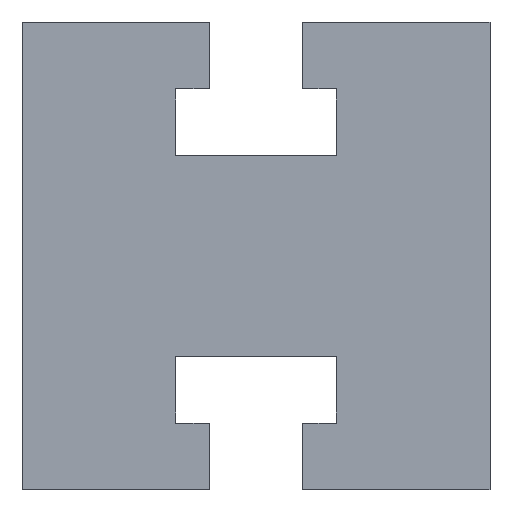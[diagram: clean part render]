
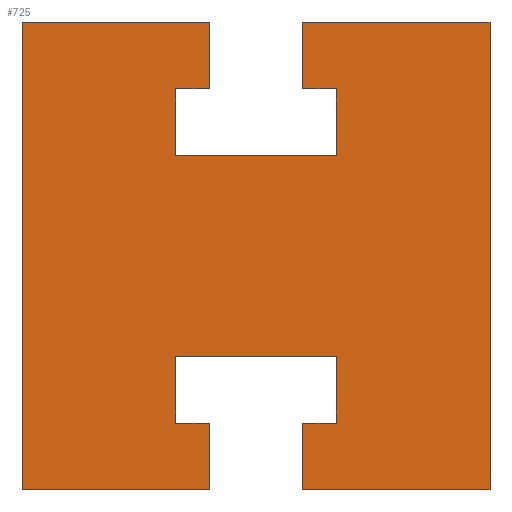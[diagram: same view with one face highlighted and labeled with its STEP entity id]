
A CAD part, left-side view. The second image highlights one B-rep face of the part: STEP entity #725.
In plain terms, the highlighted planar face has unit normal (-1, 0, 0).
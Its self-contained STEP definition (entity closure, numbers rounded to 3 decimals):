
#719=VERTEX_POINT('',#2082);
#725=ADVANCED_FACE('',(#2088),#2089,.T.);
#769=EDGE_CURVE('',#1995,#1955,#2136,.T.);
#791=EDGE_CURVE('',#1511,#1453,#2159,.T.);
#815=EDGE_CURVE('',#885,#1031,#2185,.T.);
#821=EDGE_CURVE('',#907,#1497,#2192,.T.);
#859=EDGE_CURVE('',#1385,#1533,#2233,.T.);
#885=VERTEX_POINT('',#2263);
#907=VERTEX_POINT('',#2288);
#961=EDGE_CURVE('',#1891,#1995,#2351,.T.);
#971=VERTEX_POINT('',#2361);
#993=EDGE_CURVE('',#1961,#1301,#2384,.T.);
#1031=VERTEX_POINT('',#2425);
#1041=VERTEX_POINT('',#2437);
#1075=VERTEX_POINT('',#2473);
#1135=EDGE_CURVE('',#1725,#907,#2537,.T.);
#1199=EDGE_CURVE('',#1497,#1075,#2609,.T.);
#1201=VERTEX_POINT('',#2611);
#1301=VERTEX_POINT('',#2722);
#1385=VERTEX_POINT('',#2809);
#1441=EDGE_CURVE('',#1965,#719,#2871,.T.);
#1453=VERTEX_POINT('',#2883);
#1485=EDGE_CURVE('',#971,#885,#2916,.T.);
#1497=VERTEX_POINT('',#2929);
#1511=VERTEX_POINT('',#2946);
#1533=VERTEX_POINT('',#2969);
#1571=EDGE_CURVE('',#1041,#1725,#3011,.T.);
#1633=EDGE_CURVE('',#1201,#1301,#3077,.T.);
#1645=EDGE_CURVE('',#1031,#1201,#3091,.T.);
#1691=EDGE_CURVE('',#1075,#1965,#3140,.T.);
#1725=VERTEX_POINT('',#3178);
#1779=EDGE_CURVE('',#1955,#1511,#3235,.T.);
#1825=EDGE_CURVE('',#1533,#1891,#3288,.T.);
#1883=EDGE_CURVE('',#1453,#1041,#3353,.T.);
#1891=VERTEX_POINT('',#3361);
#1903=EDGE_CURVE('',#1961,#1385,#3373,.T.);
#1955=VERTEX_POINT('',#3432);
#1959=EDGE_CURVE('',#719,#971,#3436,.T.);
#1961=VERTEX_POINT('',#3438);
#1965=VERTEX_POINT('',#3443);
#1995=VERTEX_POINT('',#3475);
#2082=CARTESIAN_POINT('',(-35.,-12.,50.0));
#2088=FACE_OUTER_BOUND('',#3582,.T.);
#2089=PLANE('',#3583);
#2136=LINE('',#3643,#3644);
#2159=LINE('',#3682,#3683);
#2185=LINE('',#3719,#3720);
#2192=LINE('',#3730,#3731);
#2233=LINE('',#3793,#3794);
#2263=CARTESIAN_POINT('',(-35.0,12.,60.0));
#2288=CARTESIAN_POINT('',(-35.0,-35.,70.0));
#2351=LINE('',#3954,#3955);
#2361=CARTESIAN_POINT('',(-35.,12.,50.0));
#2384=LINE('',#4005,#4006);
#2425=CARTESIAN_POINT('',(-35.0,7.,60.0));
#2437=CARTESIAN_POINT('',(-35.0,-7.,0.0));
#2473=CARTESIAN_POINT('',(-35.0,-7.,60.0));
#2537=LINE('',#4222,#4223);
#2609=LINE('',#4322,#4323);
#2611=CARTESIAN_POINT('',(-35.0,7.,70.0));
#2722=CARTESIAN_POINT('',(-35.0,35.,70.0));
#2809=CARTESIAN_POINT('',(-35.0,7.,0.0));
#2871=LINE('',#4701,#4702);
#2883=CARTESIAN_POINT('',(-35.0,-7.,10.0));
#2916=LINE('',#4770,#4771);
#2929=CARTESIAN_POINT('',(-35.0,-7.,70.0));
#2946=CARTESIAN_POINT('',(-35.0,-12.,10.0));
#2969=CARTESIAN_POINT('',(-35.0,7.,10.0));
#3011=LINE('',#4906,#4907);
#3077=LINE('',#5006,#5007);
#3091=LINE('',#5026,#5027);
#3140=LINE('',#5102,#5103);
#3178=CARTESIAN_POINT('',(-35.0,-35.,0.0));
#3235=LINE('',#5238,#5239);
#3288=LINE('',#5311,#5312);
#3353=LINE('',#5406,#5407);
#3361=CARTESIAN_POINT('',(-35.0,12.,10.0));
#3373=LINE('',#5440,#5441);
#3432=CARTESIAN_POINT('',(-35.,-12.,20.0));
#3436=LINE('',#5527,#5528);
#3438=CARTESIAN_POINT('',(-35.0,35.,0.0));
#3443=CARTESIAN_POINT('',(-35.0,-12.,60.0));
#3475=CARTESIAN_POINT('',(-35.,12.,20.0));
#3582=EDGE_LOOP('',(#5667,#5668,#5669,#5670,#5671,#5672,#5673,#5674,#5675,#5676,#5677,#5678,#5679,#5680,#5681,#5682,#5683,#5684,#5685,#5686));
#3583=AXIS2_PLACEMENT_3D('',#5687,#5688,#5689);
#3643=CARTESIAN_POINT('',(-35.0,-11.5,20.0));
#3644=VECTOR('',#5720,1.0);
#3682=CARTESIAN_POINT('',(-35.0,-23.5,10.0));
#3683=VECTOR('',#5736,1.0);
#3719=CARTESIAN_POINT('',(-35.0,-11.5,60.0));
#3720=VECTOR('',#5760,1.0);
#3730=CARTESIAN_POINT('',(-35.0,35.,70.0));
#3731=VECTOR('',#5770,1.0);
#3793=CARTESIAN_POINT('',(-35.0,7.,0.0));
#3794=VECTOR('',#5822,1.0);
#3954=CARTESIAN_POINT('',(-35.0,12.,5.0));
#3955=VECTOR('',#5980,1.0);
#4005=CARTESIAN_POINT('',(-35.0,35.,0.0));
#4006=VECTOR('',#5997,1.0);
#4222=CARTESIAN_POINT('',(-35.0,-35.,0.0));
#4223=VECTOR('',#6139,1.0);
#4322=CARTESIAN_POINT('',(-35.0,-7.,35.0));
#4323=VECTOR('',#6238,1.0);
#4701=CARTESIAN_POINT('',(-35.0,-12.,27.5));
#4702=VECTOR('',#6500,1.0);
#4770=CARTESIAN_POINT('',(-35.0,12.,25.0));
#4771=VECTOR('',#6520,1.0);
#4906=CARTESIAN_POINT('',(-35.0,35.,0.0));
#4907=VECTOR('',#6613,1.0);
#5006=CARTESIAN_POINT('',(-35.0,35.,70.0));
#5007=VECTOR('',#6668,1.0);
#5026=CARTESIAN_POINT('',(-35.0,7.,30.0));
#5027=VECTOR('',#6687,1.0);
#5102=CARTESIAN_POINT('',(-35.0,-21.,60.0));
#5103=VECTOR('',#6727,1.0);
#5238=CARTESIAN_POINT('',(-35.0,-12.,10.0));
#5239=VECTOR('',#6834,1.0);
#5311=CARTESIAN_POINT('',(-35.0,-14.,10.0));
#5312=VECTOR('',#6902,1.0);
#5406=CARTESIAN_POINT('',(-35.0,-7.,5.0));
#5407=VECTOR('',#6975,1.0);
#5440=CARTESIAN_POINT('',(-35.0,35.,0.0));
#5441=VECTOR('',#6982,1.0);
#5527=CARTESIAN_POINT('',(-35.0,-23.5,50.0));
#5528=VECTOR('',#7071,1.0);
#5667=ORIENTED_EDGE('',*,*,#1779,.T.);
#5668=ORIENTED_EDGE('',*,*,#791,.T.);
#5669=ORIENTED_EDGE('',*,*,#1883,.T.);
#5670=ORIENTED_EDGE('',*,*,#1571,.T.);
#5671=ORIENTED_EDGE('',*,*,#1135,.T.);
#5672=ORIENTED_EDGE('',*,*,#821,.T.);
#5673=ORIENTED_EDGE('',*,*,#1199,.T.);
#5674=ORIENTED_EDGE('',*,*,#1691,.T.);
#5675=ORIENTED_EDGE('',*,*,#1441,.T.);
#5676=ORIENTED_EDGE('',*,*,#1959,.T.);
#5677=ORIENTED_EDGE('',*,*,#1485,.T.);
#5678=ORIENTED_EDGE('',*,*,#815,.T.);
#5679=ORIENTED_EDGE('',*,*,#1645,.T.);
#5680=ORIENTED_EDGE('',*,*,#1633,.T.);
#5681=ORIENTED_EDGE('',*,*,#993,.F.);
#5682=ORIENTED_EDGE('',*,*,#1903,.T.);
#5683=ORIENTED_EDGE('',*,*,#859,.T.);
#5684=ORIENTED_EDGE('',*,*,#1825,.T.);
#5685=ORIENTED_EDGE('',*,*,#961,.T.);
#5686=ORIENTED_EDGE('',*,*,#769,.T.);
#5687=CARTESIAN_POINT('',(-35.0,-35.,0.0));
#5688=DIRECTION('',(-1.0,0.0,0.0));
#5689=DIRECTION('',(0.0,0.0,1.0));
#5720=DIRECTION('',(0.0,-1.0,0.0));
#5736=DIRECTION('',(0.0,1.0,0.0));
#5760=DIRECTION('',(0.0,-1.0,0.0));
#5770=DIRECTION('',(0.0,1.0,0.0));
#5822=DIRECTION('',(0.0,0.0,1.0));
#5980=DIRECTION('',(0.0,0.0,1.0));
#5997=DIRECTION('',(0.0,0.0,1.0));
#6139=DIRECTION('',(0.0,0.0,1.0));
#6238=DIRECTION('',(0.0,0.0,-1.0));
#6500=DIRECTION('',(0.0,0.0,-1.0));
#6520=DIRECTION('',(0.0,0.0,1.0));
#6613=DIRECTION('',(0.0,-1.0,0.0));
#6668=DIRECTION('',(0.0,1.0,0.0));
#6687=DIRECTION('',(0.0,0.0,1.0));
#6727=DIRECTION('',(0.0,-1.0,0.0));
#6834=DIRECTION('',(0.0,0.0,-1.0));
#6902=DIRECTION('',(0.0,1.0,0.0));
#6975=DIRECTION('',(0.0,0.0,-1.0));
#6982=DIRECTION('',(0.0,-1.0,0.0));
#7071=DIRECTION('',(0.0,1.0,0.0));
